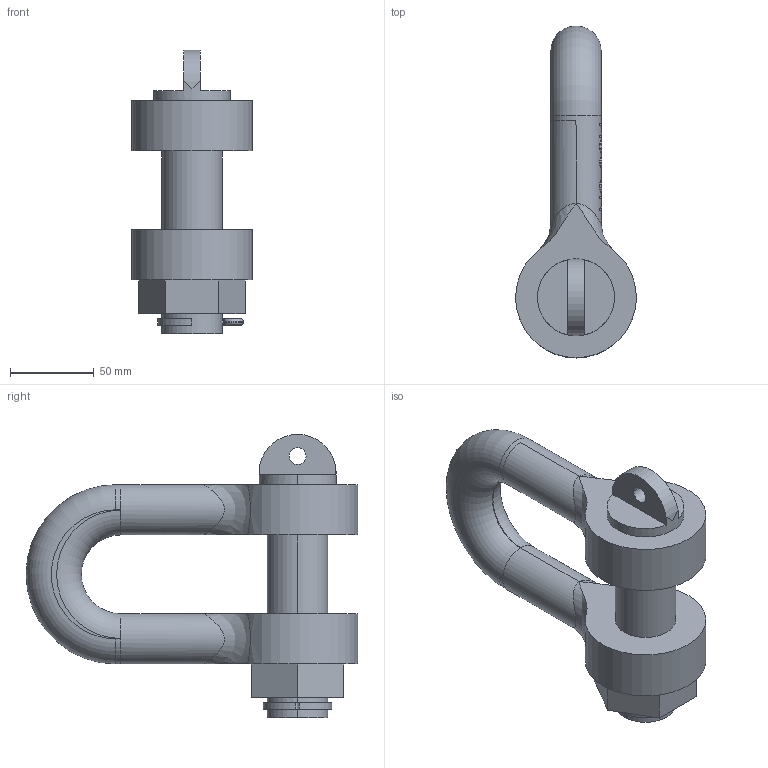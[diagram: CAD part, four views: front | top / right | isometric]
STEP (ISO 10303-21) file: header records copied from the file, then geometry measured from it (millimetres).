
FILE_DESCRIPTION((''),'2;1');
FILE_NAME('4VC-SCH5','2005-01-19T',('jakubetz'),(''),'PRO/ENGINEER BY PARAMETRIC TECHNOLOGY CORPORATION, 2001400','PRO/ENGINEER BY PARAMETRIC TECHNOLOGY CORPORATION, 2001400','');
FILE_SCHEMA(('CONFIG_CONTROL_DESIGN'));
Length unit declared in the file: millimetre
Products named in the file (1): 4VC-SCH5
Bounding box: 71.92 x 198 x 169 mm (x, y, z)
Volume: 573992 mm3; surface area: 66798.5 mm2
Topology: 1 solids, 3 shells, 384 faces, 1074 edges, 712 vertices
Faces by surface type: plane 327, cylinder 36, torus 14, bspline 7
Entity records: 13378 total; most frequent: CARTESIAN_POINT 3807, ORIENTED_EDGE 2144, DIRECTION 1727, EDGE_CURVE 1074, VERTEX_POINT 712, VECTOR 693, LINE 693, AXIS2_PLACEMENT_3D 517
